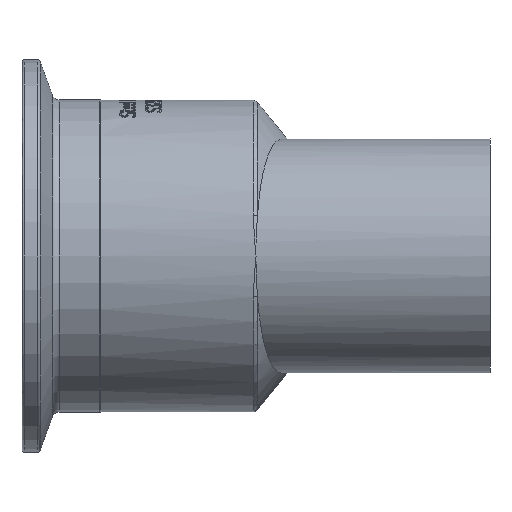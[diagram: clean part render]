
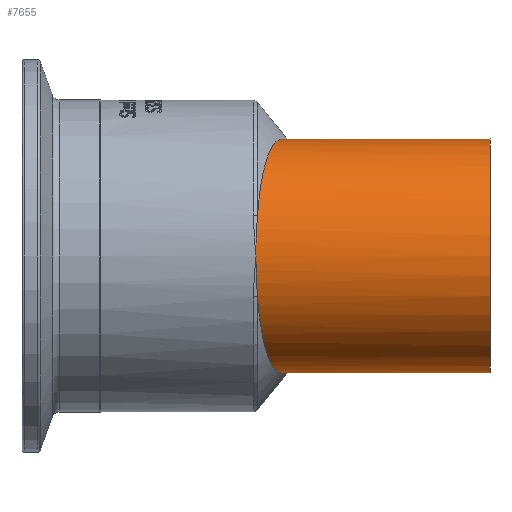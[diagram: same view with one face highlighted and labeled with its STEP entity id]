
A CAD part, front view. The second image highlights one B-rep face of the part: STEP entity #7655.
In plain terms, the highlighted cylindrical face has radius 19.05 mm (diameter 38.1 mm), a full revolution.
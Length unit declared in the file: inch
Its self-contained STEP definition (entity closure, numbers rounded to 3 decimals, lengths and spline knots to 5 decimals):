
#105=FACE_BOUND('',#1367,.T.);
#904=FACE_OUTER_BOUND('',#1366,.T.);
#1366=EDGE_LOOP('',(#7091));
#1367=EDGE_LOOP('',(#7092,#7093,#7094,#7095));
#1566=CIRCLE('',#8072,0.75);
#2990=B_SPLINE_CURVE_WITH_KNOTS('',3,(#17218,#17219,#17220,#17221,#17222,
#17223,#17224),.UNSPECIFIED.,.F.,.F.,(4,3,4),(5.20401,5.86104,
5.86398),.UNSPECIFIED.);
#2991=B_SPLINE_CURVE_WITH_KNOTS('',3,(#17249,#17250,#17251,#17252,#17253,
#17254,#17255),.UNSPECIFIED.,.F.,.F.,(4,3,4),(5.86398,5.86692,
6.52396),.UNSPECIFIED.);
#2992=B_SPLINE_CURVE_WITH_KNOTS('',3,(#17258,#17259,#17260,#17261,#17262,
#17263,#17264,#17265,#17266,#17267,#17268,#17269,#17270,#17271,#17272,#17273,
#17274,#17275,#17276,#17277,#17278,#17279,#17280,#17281,#17282,#17283,#17284,
#17285,#17286,#17287,#17288,#17289,#17290,#17291,#17292,#17293,#17294,#17295,
#17296,#17297),.UNSPECIFIED.,.F.,.F.,(4,3,3,3,3,3,3,3,3,3,3,3,3,4),(6.52396,
7.17446,7.72687,7.98781,8.64098,9.05683,
9.34433,9.59343,10.14931,10.58608,10.76323,
11.2456,11.69719,11.72796),.UNSPECIFIED.);
#2993=B_SPLINE_CURVE_WITH_KNOTS('',3,(#17298,#17299,#17300,#17301,#17302,
#17303,#17304,#17305,#17306,#17307,#17308,#17309,#17310,#17311,#17312,#17313,
#17314,#17315,#17316,#17317,#17318,#17319,#17320,#17321,#17322,#17323,#17324,
#17325,#17326,#17327,#17328,#17329,#17330,#17331,#17332,#17333,#17334),
 .UNSPECIFIED.,.F.,.F.,(4,3,3,3,3,3,3,3,3,3,3,3,4),(0.,0.45465,
0.85372,1.10349,1.65943,2.15042,2.42095,
3.06286,3.63223,3.94828,4.21314,4.90802,
5.20401),.UNSPECIFIED.);
#3722=VERTEX_POINT('',#16951);
#3730=VERTEX_POINT('',#17189);
#3731=VERTEX_POINT('',#17191);
#3732=VERTEX_POINT('',#17257);
#3734=VERTEX_POINT('',#17339);
#4859=EDGE_CURVE('',#3730,#3722,#2990,.T.);
#4860=EDGE_CURVE('',#3722,#3731,#2991,.T.);
#4861=EDGE_CURVE('',#3731,#3732,#2992,.T.);
#4862=EDGE_CURVE('',#3732,#3730,#2993,.T.);
#4864=EDGE_CURVE('',#3734,#3734,#1566,.T.);
#7091=ORIENTED_EDGE('',*,*,#4864,.T.);
#7092=ORIENTED_EDGE('',*,*,#4862,.F.);
#7093=ORIENTED_EDGE('',*,*,#4861,.F.);
#7094=ORIENTED_EDGE('',*,*,#4860,.F.);
#7095=ORIENTED_EDGE('',*,*,#4859,.F.);
#7177=CYLINDRICAL_SURFACE('',#8071,0.75);
#7655=ADVANCED_FACE('',(#904,#105),#7177,.T.);
#8071=AXIS2_PLACEMENT_3D('',#17338,#9389,#9390);
#8072=AXIS2_PLACEMENT_3D('',#17340,#9391,#9392);
#9389=DIRECTION('center_axis',(-1.,0.,0.));
#9390=DIRECTION('ref_axis',(0.,-1.,0.));
#9391=DIRECTION('center_axis',(-1.,0.,0.));
#9392=DIRECTION('ref_axis',(0.,-1.,0.));
#16951=CARTESIAN_POINT('',(1.5,-1.,0.));
#17189=CARTESIAN_POINT('',(1.50931,-0.95373,-0.25935));
#17191=CARTESIAN_POINT('',(1.50931,-0.95373,0.25935));
#17218=CARTESIAN_POINT('Ctrl Pts',(1.50931,-0.95373,
-0.25935));
#17219=CARTESIAN_POINT('Ctrl Pts',(1.50328,-0.98354,
-0.17846));
#17220=CARTESIAN_POINT('Ctrl Pts',(1.50001,-0.99995,
-0.08969));
#17221=CARTESIAN_POINT('Ctrl Pts',(1.5,-1.,-0.00119));
#17222=CARTESIAN_POINT('Ctrl Pts',(1.5,-1.,
-0.00079));
#17223=CARTESIAN_POINT('Ctrl Pts',(1.5,-1.,-0.0004));
#17224=CARTESIAN_POINT('Ctrl Pts',(1.5,-1.,0.));
#17249=CARTESIAN_POINT('Ctrl Pts',(1.5,-1.,0.));
#17250=CARTESIAN_POINT('Ctrl Pts',(1.5,-1.,0.0004));
#17251=CARTESIAN_POINT('Ctrl Pts',(1.5,-1.,
0.00079));
#17252=CARTESIAN_POINT('Ctrl Pts',(1.5,-1.,
0.00119));
#17253=CARTESIAN_POINT('Ctrl Pts',(1.50001,-0.99999,
0.08972));
#17254=CARTESIAN_POINT('Ctrl Pts',(1.50328,-0.98354,0.17846));
#17255=CARTESIAN_POINT('Ctrl Pts',(1.50931,-0.95373,
0.25935));
#17257=CARTESIAN_POINT('',(1.9,0.5,0.));
#17258=CARTESIAN_POINT('Ctrl Pts',(1.50931,-0.95373,
0.25935));
#17259=CARTESIAN_POINT('Ctrl Pts',(1.51546,-0.92332,
0.34188));
#17260=CARTESIAN_POINT('Ctrl Pts',(1.52469,-0.87802,
0.4192));
#17261=CARTESIAN_POINT('Ctrl Pts',(1.53655,-0.82142,
0.48578));
#17262=CARTESIAN_POINT('Ctrl Pts',(1.54663,-0.77335,
0.54232));
#17263=CARTESIAN_POINT('Ctrl Pts',(1.55859,-0.71721,
0.59104));
#17264=CARTESIAN_POINT('Ctrl Pts',(1.5718,-0.65712,
0.62988));
#17265=CARTESIAN_POINT('Ctrl Pts',(1.57803,-0.62874,
0.64823));
#17266=CARTESIAN_POINT('Ctrl Pts',(1.58463,-0.5991,
0.66469));
#17267=CARTESIAN_POINT('Ctrl Pts',(1.59166,-0.56793,0.67928));
#17268=CARTESIAN_POINT('Ctrl Pts',(1.60928,-0.48993,
0.71579));
#17269=CARTESIAN_POINT('Ctrl Pts',(1.62947,-0.40358,
0.73932));
#17270=CARTESIAN_POINT('Ctrl Pts',(1.651,-0.31625,
0.74707));
#17271=CARTESIAN_POINT('Ctrl Pts',(1.66471,-0.26065,
0.752));
#17272=CARTESIAN_POINT('Ctrl Pts',(1.67897,-0.20459,0.75064));
#17273=CARTESIAN_POINT('Ctrl Pts',(1.69334,-0.15012,
0.74332));
#17274=CARTESIAN_POINT('Ctrl Pts',(1.70327,-0.11247,
0.73826));
#17275=CARTESIAN_POINT('Ctrl Pts',(1.71325,-0.07556,
0.73037));
#17276=CARTESIAN_POINT('Ctrl Pts',(1.7231,-0.04005,
0.72001));
#17277=CARTESIAN_POINT('Ctrl Pts',(1.73163,-0.00928,
0.71104));
#17278=CARTESIAN_POINT('Ctrl Pts',(1.74,0.02024,
0.70038));
#17279=CARTESIAN_POINT('Ctrl Pts',(1.74865,0.05004,
0.68737));
#17280=CARTESIAN_POINT('Ctrl Pts',(1.76795,0.11655,0.65834));
#17281=CARTESIAN_POINT('Ctrl Pts',(1.788,0.18189,0.61784));
#17282=CARTESIAN_POINT('Ctrl Pts',(1.80665,0.23939,0.56833));
#17283=CARTESIAN_POINT('Ctrl Pts',(1.8213,0.28457,0.52943));
#17284=CARTESIAN_POINT('Ctrl Pts',(1.83509,0.32501,0.48499));
#17285=CARTESIAN_POINT('Ctrl Pts',(1.84704,0.35883,0.43797));
#17286=CARTESIAN_POINT('Ctrl Pts',(1.85189,0.37255,0.4189));
#17287=CARTESIAN_POINT('Ctrl Pts',(1.8564,0.3851,0.39959));
#17288=CARTESIAN_POINT('Ctrl Pts',(1.86064,0.39675,0.37976));
#17289=CARTESIAN_POINT('Ctrl Pts',(1.87218,0.42845,0.32576));
#17290=CARTESIAN_POINT('Ctrl Pts',(1.88259,0.45569,0.26292));
#17291=CARTESIAN_POINT('Ctrl Pts',(1.88957,0.47358,0.19731));
#17292=CARTESIAN_POINT('Ctrl Pts',(1.8961,0.49033,0.13589));
#17293=CARTESIAN_POINT('Ctrl Pts',(1.89957,0.49893,0.07202));
#17294=CARTESIAN_POINT('Ctrl Pts',(1.89996,0.4999,0.01218));
#17295=CARTESIAN_POINT('Ctrl Pts',(1.89999,0.49997,0.0081));
#17296=CARTESIAN_POINT('Ctrl Pts',(1.9,0.5,0.00404));
#17297=CARTESIAN_POINT('Ctrl Pts',(1.9,0.5,0.));
#17298=CARTESIAN_POINT('Ctrl Pts',(1.9,0.5,0.));
#17299=CARTESIAN_POINT('Ctrl Pts',(1.9,0.5,-0.05967));
#17300=CARTESIAN_POINT('Ctrl Pts',(1.89695,0.49247,-0.12387));
#17301=CARTESIAN_POINT('Ctrl Pts',(1.89074,0.47658,-0.18598));
#17302=CARTESIAN_POINT('Ctrl Pts',(1.88528,0.46262,-0.24049));
#17303=CARTESIAN_POINT('Ctrl Pts',(1.87745,0.4423,-0.29343));
#17304=CARTESIAN_POINT('Ctrl Pts',(1.86841,0.41791,-0.34117));
#17305=CARTESIAN_POINT('Ctrl Pts',(1.86275,0.40265,-0.37105));
#17306=CARTESIAN_POINT('Ctrl Pts',(1.85679,0.38629,-0.3984));
#17307=CARTESIAN_POINT('Ctrl Pts',(1.85015,0.3676,-0.42552));
#17308=CARTESIAN_POINT('Ctrl Pts',(1.83536,0.32601,-0.48588));
#17309=CARTESIAN_POINT('Ctrl Pts',(1.81745,0.27345,-0.54245));
#17310=CARTESIAN_POINT('Ctrl Pts',(1.79844,0.21386,-0.58935));
#17311=CARTESIAN_POINT('Ctrl Pts',(1.78165,0.16124,-0.63077));
#17312=CARTESIAN_POINT('Ctrl Pts',(1.764,0.10312,-0.66475));
#17313=CARTESIAN_POINT('Ctrl Pts',(1.747,0.04434,-0.68983));
#17314=CARTESIAN_POINT('Ctrl Pts',(1.73763,0.01195,-0.70365));
#17315=CARTESIAN_POINT('Ctrl Pts',(1.72855,-0.0202,
-0.71478));
#17316=CARTESIAN_POINT('Ctrl Pts',(1.71926,-0.05395,
-0.72392));
#17317=CARTESIAN_POINT('Ctrl Pts',(1.69719,-0.13402,
-0.74561));
#17318=CARTESIAN_POINT('Ctrl Pts',(1.67465,-0.22067,
-0.75436));
#17319=CARTESIAN_POINT('Ctrl Pts',(1.65339,-0.30657,
-0.74786));
#17320=CARTESIAN_POINT('Ctrl Pts',(1.63454,-0.38276,
-0.7421));
#17321=CARTESIAN_POINT('Ctrl Pts',(1.61666,-0.45842,-0.72442));
#17322=CARTESIAN_POINT('Ctrl Pts',(1.6006,-0.52863,
-0.69632));
#17323=CARTESIAN_POINT('Ctrl Pts',(1.59168,-0.5676,
-0.68073));
#17324=CARTESIAN_POINT('Ctrl Pts',(1.58332,-0.60489,
-0.66198));
#17325=CARTESIAN_POINT('Ctrl Pts',(1.57562,-0.63978,
-0.64076));
#17326=CARTESIAN_POINT('Ctrl Pts',(1.56916,-0.66901,
-0.62298));
#17327=CARTESIAN_POINT('Ctrl Pts',(1.563,-0.69729,
-0.60304));
#17328=CARTESIAN_POINT('Ctrl Pts',(1.55717,-0.72436,
-0.58093));
#17329=CARTESIAN_POINT('Ctrl Pts',(1.54187,-0.79539,
-0.52293));
#17330=CARTESIAN_POINT('Ctrl Pts',(1.52903,-0.85723,
-0.45012));
#17331=CARTESIAN_POINT('Ctrl Pts',(1.51957,-0.90336,
-0.36827));
#17332=CARTESIAN_POINT('Ctrl Pts',(1.51554,-0.92301,-0.33341));
#17333=CARTESIAN_POINT('Ctrl Pts',(1.51211,-0.93989,
-0.2969));
#17334=CARTESIAN_POINT('Ctrl Pts',(1.50931,-0.95373,
-0.25935));
#17338=CARTESIAN_POINT('Origin',(3.,-0.25,0.));
#17339=CARTESIAN_POINT('',(3.,0.5,0.));
#17340=CARTESIAN_POINT('Origin',(3.,-0.25,0.));
